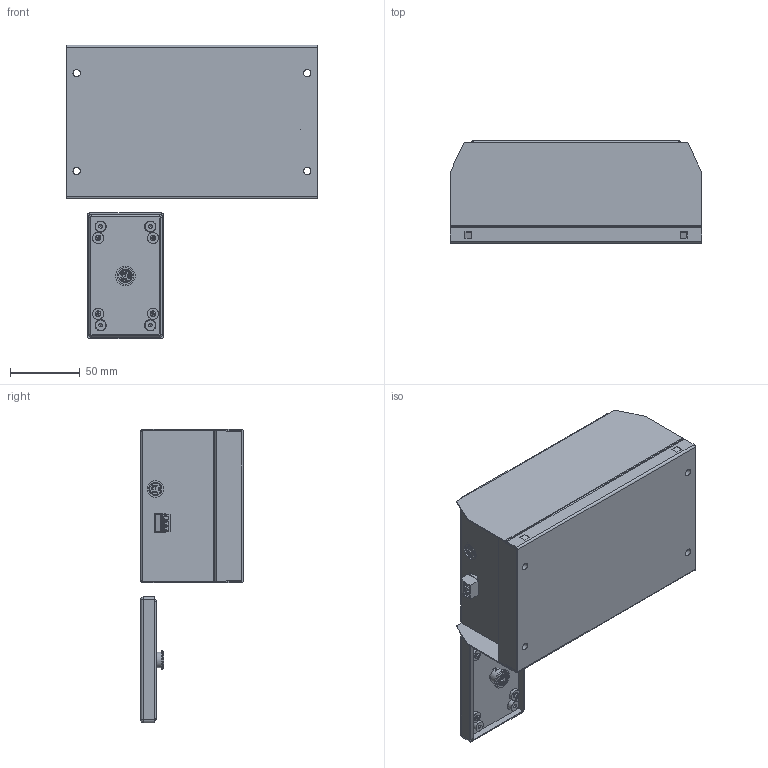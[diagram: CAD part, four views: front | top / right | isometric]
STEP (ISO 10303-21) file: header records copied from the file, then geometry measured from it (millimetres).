
FILE_DESCRIPTION(/* description */ ('ESP 415M1R - Combined type 1, 2, 3 protector for use on mains power distribution, with remote indictation.'),/* implementation_level */ '2;1');
FILE_NAME(/* name */ 'ESP 415M1R.stp',/* time_stamp */ '2014-02-14T12:52:07+00:00',/* author */ ('N. Brown'),/* organization */ ('W.J.Furse'),/* preprocessor_version */ 'ST-DEVELOPER v15.2',/* originating_system */ 'Autodesk Inventor 2014',/* authorisation */ '');
FILE_SCHEMA (('AUTOMOTIVE_DESIGN { 1 0 10303 214 3 1 1 }'));
Products named in the file (3): ESP 415M1R_Unit; ESP 415M1R_Display; ESP 415M1R_Simplified
Bounding box: 180.12 x 73.5 x 210 mm (x, y, z)
Volume: 163204.5 mm3; surface area: 247424.5 mm2
Topology: 2 solids, 20 shells, 2077 faces, 5406 edges, 3495 vertices
Faces by surface type: plane 1352, cylinder 360, bspline 217, cone 103, torus 25, sphere 20
Full cylindrical faces by diameter (mm): 0.7 x6, 0.75 x6, 0.8 x2, 0.889 x6, 0.89 x7, 0.9 x12, 0.99 x2, 1 x6, 1.192 x1, 1.2 x10, 1.25 x3, 1.3 x3, 1.32 x7, 1.38 x1, 1.49 x1, 1.52 x1, 2 x10, 2.2 x4, 2.36 x2, 2.459 x7, 2.487 x4, 2.54 x5, 2.8 x3, 2.9 x3, 3 x2, 3.2 x2, 3.5 x8, 4.1 x5, 5 x4, 5.1 x4
Entity records: 66853 total; most frequent: CARTESIAN_POINT 16183, ORIENTED_EDGE 10166, DIRECTION 9176, EDGE_CURVE 5083, VERTEX_POINT 3419, LINE 3400, VECTOR 3400, AXIS2_PLACEMENT_3D 2888
